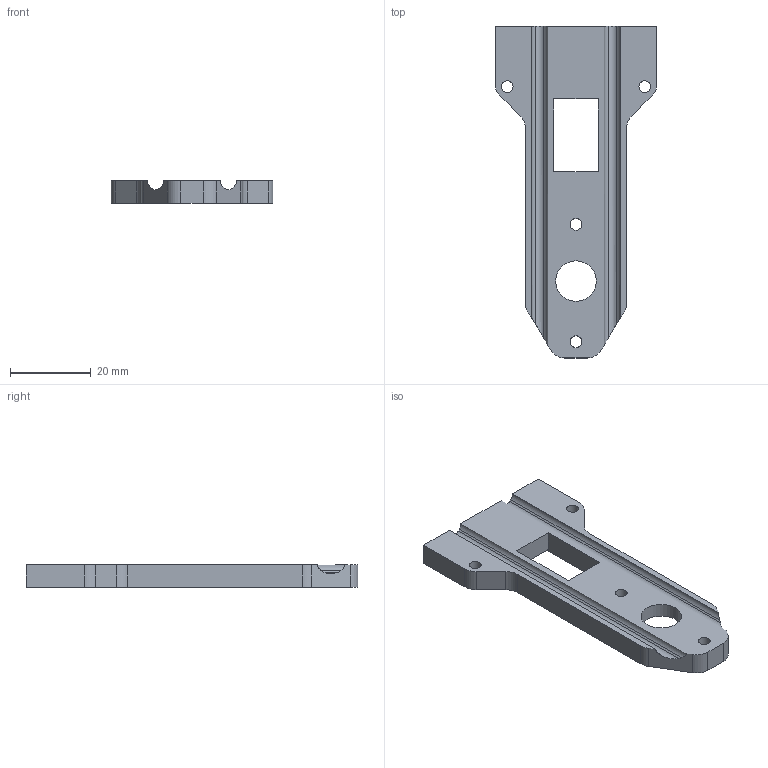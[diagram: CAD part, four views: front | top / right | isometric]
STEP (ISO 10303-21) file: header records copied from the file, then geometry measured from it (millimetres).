
FILE_DESCRIPTION(('FreeCAD Model'),'2;1');
FILE_NAME('IlluMiddle.step','2016-07-08T20:46:12', ('Author'),(''),'Open CASCADE STEP processor 6.9','FreeCAD','Unknown' );
FILE_SCHEMA(('AUTOMOTIVE_DESIGN_CC2 { 1 2 10303 214 -1 1 5 4 }'));
Length unit declared in the file: millimetre
Products named in the file (2): ASSEMBLY; IlluMiddle
Assembly tree (1 placements, depth 2):
  ASSEMBLY
    IlluMiddle
Bounding box: 40 x 82 x 5.5 mm (x, y, z)
Volume: 7833.5 mm3; surface area: 6621.8 mm2
Topology: 1 solids, 1 shells, 91 faces, 253 edges, 166 vertices
Faces by surface type: plane 51, cylinder 32, torus 8
Full cylindrical faces by diameter (mm): 2.9 x4, 5 x1, 10 x1
Entity records: 6426 total; most frequent: CARTESIAN_POINT 1387, DIRECTION 930, LINE 556, VECTOR 556, ORIENTED_EDGE 506, PCURVE 506, DEFINITIONAL_REPRESENTATION 506, EDGE_CURVE 253
